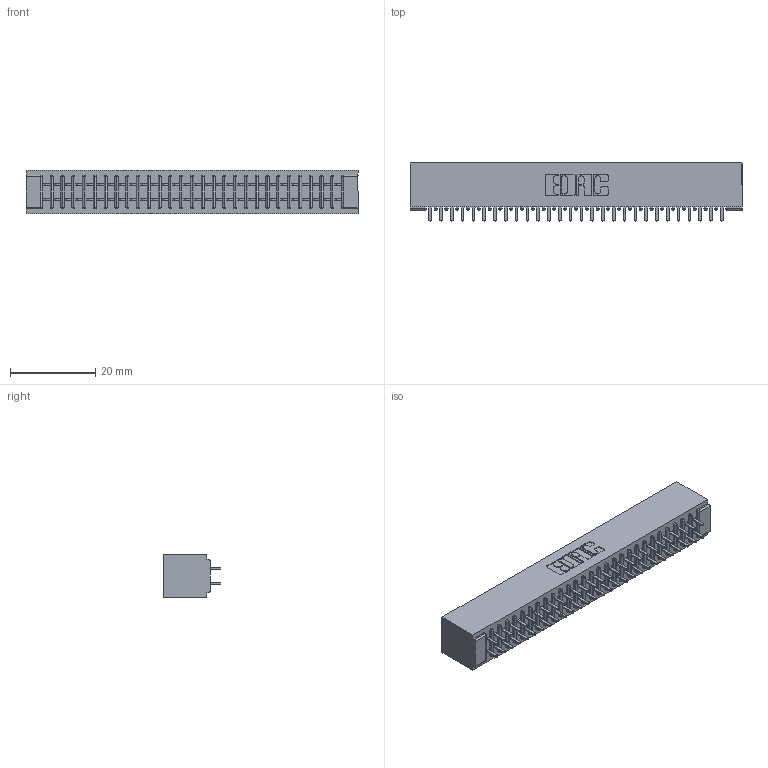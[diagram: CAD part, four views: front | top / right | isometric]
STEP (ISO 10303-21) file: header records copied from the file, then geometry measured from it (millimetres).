
FILE_DESCRIPTION (( 'STEP AP203' ), '1' );
FILE_NAME ('341-056-524-201.STEP', '2018-08-07T15:24:37', ( '' ), ( '' ), 'SwSTEP 2.0', 'SolidWorks 2016', '' );
FILE_SCHEMA (( 'CONFIG_CONTROL_DESIGN' ));
Length unit declared in the file: inch
Products named in the file (3): 341-056-524-201; 341 Part_No Mounting Lugs; 341-292-001_341-292-124
Assembly tree (57 placements, depth 2):
  341-056-524-201
    341 Part_No Mounting Lugs
    341-292-001_341-292-124  x56
Bounding box: 78.11 x 13.64 x 10.16 mm (x, y, z)
Volume: 5985.9 mm3; surface area: 10738 mm2
Topology: 57 solids, 57 shells, 3804 faces, 11016 edges, 7134 vertices
Faces by surface type: plane 2304, cylinder 1388, sphere 58, torus 54
Entity records: 35473 total; most frequent: CARTESIAN_POINT 5896, ORIENTED_EDGE 5856, DIRECTION 5730, EDGE_CURVE 2928, LINE 2354, VECTOR 2354, VERTEX_POINT 1854, AXIS2_PLACEMENT_3D 1688
